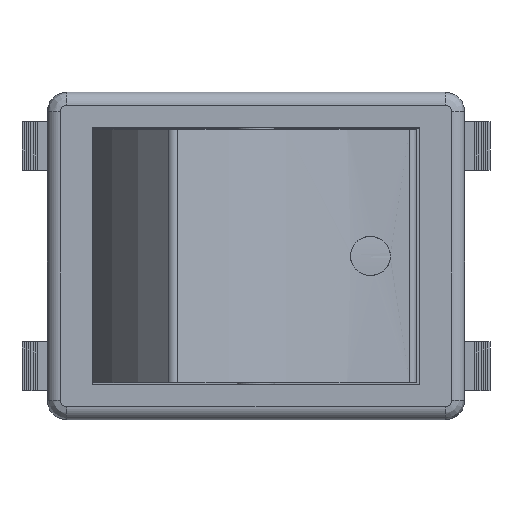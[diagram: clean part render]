
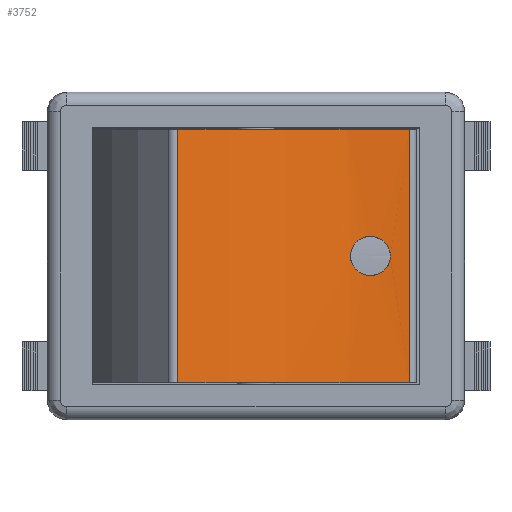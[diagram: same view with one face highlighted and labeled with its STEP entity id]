
A CAD part, top view. The second image highlights one B-rep face of the part: STEP entity #3752.
In plain terms, the highlighted cylindrical face has radius 28.263 mm (diameter 56.525 mm), a partial arc.
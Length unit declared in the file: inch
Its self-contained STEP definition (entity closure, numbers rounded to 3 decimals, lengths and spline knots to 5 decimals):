
#2291=CARTESIAN_POINT('',(-0.23733,0.38386,1.02292));
#2292=VERTEX_POINT('',#2291);
#2300=CARTESIAN_POINT('',(0.46555,0.38386,0.76709));
#2301=VERTEX_POINT('',#2300);
#2302=CARTESIAN_POINT('',(0.47254,0.38386,1.87978));
#2303=DIRECTION('',(0.0,1.0,0.0));
#2304=DIRECTION('',(0.65,0.0,0.76));
#2305=AXIS2_PLACEMENT_3D('',#2302,#2303,#2304);
#2306=CIRCLE('',#2305,1.1127);
#2307=EDGE_CURVE('',#2301,#2292,#2306,.T.);
#2465=CARTESIAN_POINT('',(-0.23733,-0.38386,1.02292));
#2466=VERTEX_POINT('',#2465);
#2474=CARTESIAN_POINT('',(-0.23733,-0.38386,1.02292));
#2475=DIRECTION('',(0.0,1.0,0.0));
#2476=VECTOR('',#2475,0.76772);
#2477=LINE('',#2474,#2476);
#2478=EDGE_CURVE('',#2466,#2292,#2477,.T.);
#2490=CARTESIAN_POINT('',(0.46555,-0.38386,0.76709));
#2491=VERTEX_POINT('',#2490);
#2508=CARTESIAN_POINT('',(0.46555,0.38386,0.76709));
#2509=DIRECTION('',(0.0,-1.0,0.0));
#2510=VECTOR('',#2509,0.76772);
#2511=LINE('',#2508,#2510);
#2512=EDGE_CURVE('',#2301,#2491,#2511,.T.);
#2547=CARTESIAN_POINT('',(0.40693,0.0,0.7694));
#2548=VERTEX_POINT('',#2547);
#2594=CARTESIAN_POINT('',(0.40679,0.0,0.76902));
#2595=CARTESIAN_POINT('',(0.40679,-0.00741,0.76902));
#2596=CARTESIAN_POINT('',(0.40524,-0.01529,0.76911));
#2597=CARTESIAN_POINT('',(0.39905,-0.02973,0.7695));
#2598=CARTESIAN_POINT('',(0.3944,-0.0363,0.76981));
#2599=CARTESIAN_POINT('',(0.38363,-0.04684,0.77062));
#2600=CARTESIAN_POINT('',(0.37672,-0.05145,0.77118));
#2601=CARTESIAN_POINT('',(0.36165,-0.05756,0.77259));
#2602=CARTESIAN_POINT('',(0.35349,-0.05906,0.77343));
#2603=CARTESIAN_POINT('',(0.33832,-0.05906,0.77517));
#2604=CARTESIAN_POINT('',(0.33026,-0.05758,0.77618));
#2605=CARTESIAN_POINT('',(0.31543,-0.05152,0.77819));
#2606=CARTESIAN_POINT('',(0.30866,-0.04693,0.77919));
#2607=CARTESIAN_POINT('',(0.29812,-0.03638,0.78082));
#2608=CARTESIAN_POINT('',(0.2936,-0.02978,0.78155));
#2609=CARTESIAN_POINT('',(0.28759,-0.01529,0.78255));
#2610=CARTESIAN_POINT('',(0.28611,-0.0074,0.7828));
#2611=CARTESIAN_POINT('',(0.28611,0.0074,0.7828));
#2612=CARTESIAN_POINT('',(0.28759,0.01529,0.78255));
#2613=CARTESIAN_POINT('',(0.2936,0.02978,0.78155));
#2614=CARTESIAN_POINT('',(0.29812,0.03638,0.78082));
#2615=CARTESIAN_POINT('',(0.30866,0.04693,0.77919));
#2616=CARTESIAN_POINT('',(0.31543,0.05152,0.77819));
#2617=CARTESIAN_POINT('',(0.33026,0.05758,0.77618));
#2618=CARTESIAN_POINT('',(0.33832,0.05906,0.77517));
#2619=CARTESIAN_POINT('',(0.35349,0.05906,0.77343));
#2620=CARTESIAN_POINT('',(0.36165,0.05756,0.77259));
#2621=CARTESIAN_POINT('',(0.37672,0.05145,0.77118));
#2622=CARTESIAN_POINT('',(0.38363,0.04684,0.77062));
#2623=CARTESIAN_POINT('',(0.3944,0.0363,0.76981));
#2624=CARTESIAN_POINT('',(0.39905,0.02973,0.7695));
#2625=CARTESIAN_POINT('',(0.40524,0.01529,0.76911));
#2626=CARTESIAN_POINT('',(0.40679,0.00741,0.76902));
#2627=CARTESIAN_POINT('',(0.40679,0.0,0.76902));
#2628=B_SPLINE_CURVE_WITH_KNOTS('',3,(#2594,#2595,#2596,#2597,#2598,#2599,#2600,#2601,#2602,#2603,#2604,#2605,#2606,#2607,#2608,#2609,#2610,#2611,#2612,#2613,#2614,#2615,#2616,#2617,#2618,#2619,#2620,#2621,#2622,#2623,#2624,#2625,#2626,#2627),.UNSPECIFIED.,.T.,.U.,(4,2,2,2,2,2,2,2,2,2,2,2,2,2,2,2,4),(-0.36107,-0.33883,-0.3166,-0.29357,-0.27054,-0.24774,-0.22495,-0.20274,-0.18053,-0.15833,-0.13612,-0.11332,-0.09052,-0.06749,-0.04446,-0.02223,0.0),.UNSPECIFIED.);
#2629=EDGE_CURVE('',#2548,#2548,#2628,.T.);
#3732=CARTESIAN_POINT('',(0.47254,0.42224,1.87978));
#3733=DIRECTION('',(0.0,-1.0,0.0));
#3734=DIRECTION('',(0.65,0.0,0.76));
#3735=AXIS2_PLACEMENT_3D('',#3732,#3733,#3734);
#3736=CYLINDRICAL_SURFACE('',#3735,1.1127);
#3737=ORIENTED_EDGE('',*,*,#2478,.F.);
#3738=CARTESIAN_POINT('',(0.47254,-0.38386,1.87978));
#3739=DIRECTION('',(0.0,-1.0,0.0));
#3740=DIRECTION('',(0.65,0.0,0.76));
#3741=AXIS2_PLACEMENT_3D('',#3738,#3739,#3740);
#3742=CIRCLE('',#3741,1.1127);
#3743=EDGE_CURVE('',#2466,#2491,#3742,.T.);
#3744=ORIENTED_EDGE('',*,*,#3743,.T.);
#3745=ORIENTED_EDGE('',*,*,#2512,.F.);
#3746=ORIENTED_EDGE('',*,*,#2307,.T.);
#3747=EDGE_LOOP('',(#3737,#3744,#3745,#3746));
#3748=FACE_OUTER_BOUND('',#3747,.T.);
#3749=ORIENTED_EDGE('',*,*,#2629,.T.);
#3750=EDGE_LOOP('',(#3749));
#3751=FACE_BOUND('',#3750,.T.);
#3752=ADVANCED_FACE('',(#3748,#3751),#3736,.F.);
